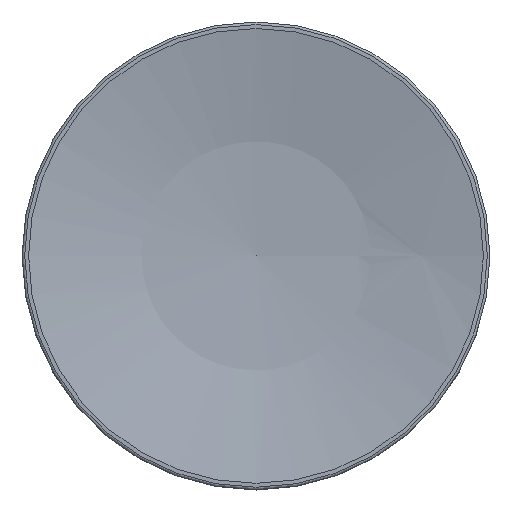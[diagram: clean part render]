
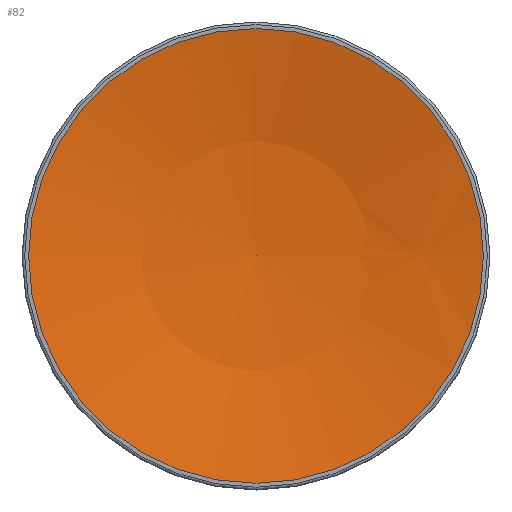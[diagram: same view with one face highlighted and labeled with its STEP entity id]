
A CAD part, top view. The second image highlights one B-rep face of the part: STEP entity #82.
In plain terms, the highlighted spherical face has radius 38.781 mm.
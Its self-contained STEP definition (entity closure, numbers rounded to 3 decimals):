
#82 = ADVANCED_FACE( '', ( #199 ), #200, .F. );
#199 = FACE_OUTER_BOUND( '', #357, .T. );
#200 = SPHERICAL_SURFACE( '', #358, 38.781 );
#357 = EDGE_LOOP( '', ( #543 ) );
#358 = AXIS2_PLACEMENT_3D( '', #544, #545, #546 );
#543 = ORIENTED_EDGE( '', *, *, #891, .T. );
#544 = CARTESIAN_POINT( '', ( 0., 0., 53.281 ) );
#545 = DIRECTION( '', ( 0., 0., 1. ) );
#546 = DIRECTION( '', ( 1., 0., 0. ) );
#891 = EDGE_CURVE( '', #1055, #1055, #1056, .T. );
#1055 = VERTEX_POINT( '', #1287 );
#1056 = CIRCLE( '', #1288, 8.75 );
#1287 = CARTESIAN_POINT( '', ( 8.75, 0., 15.5 ) );
#1288 = AXIS2_PLACEMENT_3D( '', #1551, #1552, #1553 );
#1551 = CARTESIAN_POINT( '', ( 0., 0., 15.5 ) );
#1552 = DIRECTION( '', ( 0., 0., 1. ) );
#1553 = DIRECTION( '', ( 1., 0., 0. ) );
